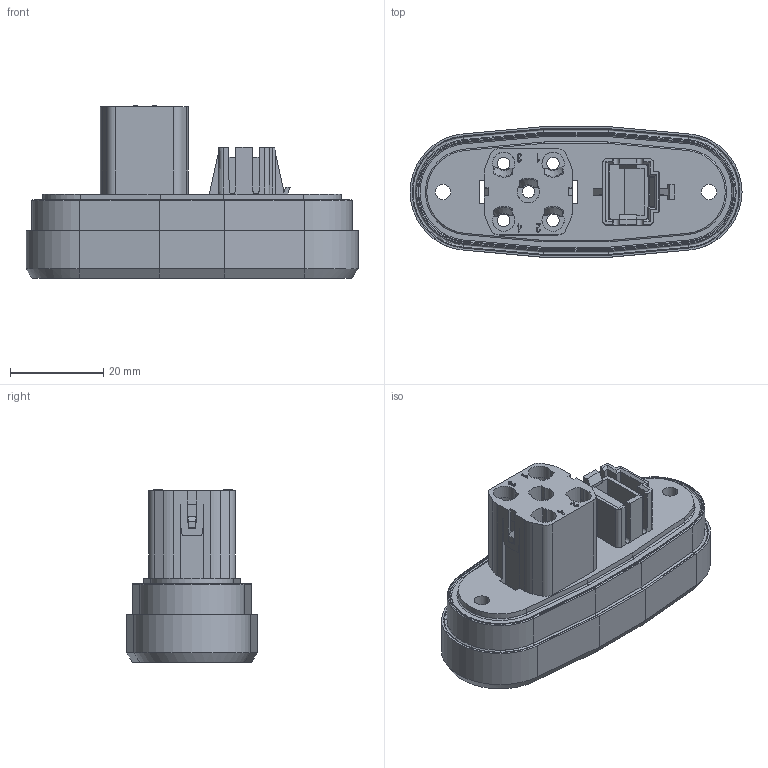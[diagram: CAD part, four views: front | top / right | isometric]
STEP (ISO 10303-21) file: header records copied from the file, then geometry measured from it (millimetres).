
FILE_DESCRIPTION(/* description */ (''),/* implementation_level */ '2;1');
FILE_NAME(/* name */ '3D_1380040100001_HY-004_RJ45-MC_V1.0_stp.stp',/* time_stamp */ '2024-01-29T18:40:30+08:00',/* author */ (''),/* organization */ (''),/* preprocessor_version */ 'ST-DEVELOPER v18.1',/* originating_system */ 'SIEMENS PLM Software NX 1980',/* authorisation */ '');
FILE_SCHEMA (('AUTOMOTIVE_DESIGN { 1 0 10303 214 3 1 1 1 }'));
Length unit declared in the file: millimetre
Products named in the file (1): 13182638C0D20lfi
Bounding box: 71.1 x 28 x 36.9 mm (x, y, z)
Volume: 16282.2 mm3; surface area: 22042.7 mm2
Topology: 1 solids, 5 shells, 884 faces, 2583 edges, 1729 vertices
Faces by surface type: plane 535, cylinder 169, cone 124, torus 19, bspline 18, extrusion 17, sphere 2
Entity records: 31533 total; most frequent: CARTESIAN_POINT 8690, ORIENTED_EDGE 5162, DIRECTION 4257, EDGE_CURVE 2581, VERTEX_POINT 1729, AXIS2_PLACEMENT_3D 1423, VECTOR 1411, LINE 1394
